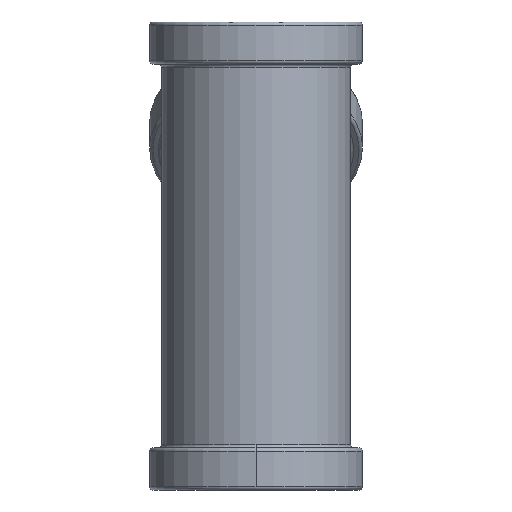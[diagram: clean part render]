
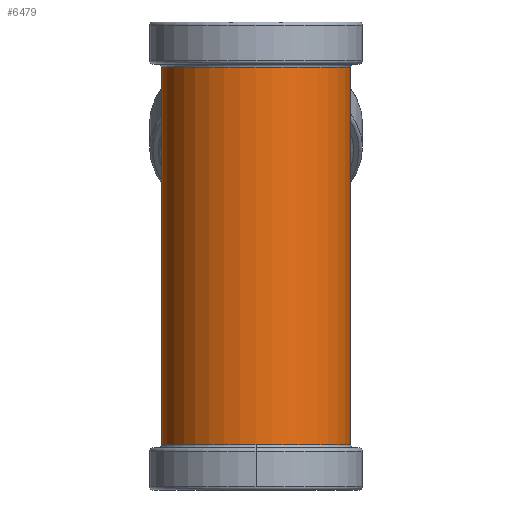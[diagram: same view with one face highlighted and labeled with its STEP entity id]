
A CAD part, front view. The second image highlights one B-rep face of the part: STEP entity #6479.
In plain terms, the highlighted cylindrical face has radius 9.144 mm (diameter 18.288 mm), a partial arc.
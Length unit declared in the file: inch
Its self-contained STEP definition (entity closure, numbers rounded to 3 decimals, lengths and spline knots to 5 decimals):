
#4882 = CARTESIAN_POINT ( 'NONE',  ( -0.36, 0., -0.3275 ) ) ;
#5494 = VERTEX_POINT ( 'NONE', #4882 ) ;
#5583 = VERTEX_POINT ( 'NONE', #5888 ) ;
#5585 = EDGE_CURVE ( 'NONE', #5494, #5583, #5887, .T. ) ;
#5662 = EDGE_CURVE ( 'NONE', #5663, #5793, #12085, .T. ) ;
#5663 = VERTEX_POINT ( 'NONE', #12066 ) ;
#5793 = VERTEX_POINT ( 'NONE', #12782 ) ;
#5883 = DIRECTION ( 'NONE',  ( 0., 1., 0. ) ) ;
#5884 = DIRECTION ( 'NONE',  ( 0., 0., 1. ) ) ;
#5885 = CARTESIAN_POINT ( 'NONE',  ( 0., 0., -0.3275 ) ) ;
#5886 = AXIS2_PLACEMENT_3D ( 'NONE', #5885, #5884, #5883 ) ;
#5887 = CIRCLE ( 'NONE', #5886, 0.36 ) ;
#5888 = CARTESIAN_POINT ( 'NONE',  ( 0., -0.36, -0.3275 ) ) ;
#6288 = VERTEX_POINT ( 'NONE', #12935 ) ;
#6372 = VERTEX_POINT ( 'NONE', #13047 ) ;
#6374 = EDGE_CURVE ( 'NONE', #5793, #6372, #13046, .T. ) ;
#6479 = ADVANCED_FACE ( 'NONE', ( #13491 ), #13490, .T. ) ;
#6480 = EDGE_LOOP ( 'NONE', ( #6481, #6482, #6483, #6484, #6485, #6486, #6513 ) ) ;
#6481 = ORIENTED_EDGE ( 'NONE', *, *, #6607, .F. ) ;
#6482 = ORIENTED_EDGE ( 'NONE', *, *, #5662, .T. ) ;
#6483 = ORIENTED_EDGE ( 'NONE', *, *, #6374, .T. ) ;
#6484 = ORIENTED_EDGE ( 'NONE', *, *, #6585, .T. ) ;
#6485 = ORIENTED_EDGE ( 'NONE', *, *, #5585, .T. ) ;
#6486 = ORIENTED_EDGE ( 'NONE', *, *, #6487, .T. ) ;
#6487 = EDGE_CURVE ( 'NONE', #5583, #6580, #13485, .T. ) ;
#6513 = ORIENTED_EDGE ( 'NONE', *, *, #6579, .F. ) ;
#6579 = EDGE_CURVE ( 'NONE', #6288, #6580, #13904, .T. ) ;
#6580 = VERTEX_POINT ( 'NONE', #13900 ) ;
#6585 = EDGE_CURVE ( 'NONE', #6372, #5494, #13891, .T. ) ;
#6607 = EDGE_CURVE ( 'NONE', #5663, #6288, #14002, .T. ) ;
#12066 = CARTESIAN_POINT ( 'NONE',  ( 0.36, 0., 1.10875 ) ) ;
#12067 = DIRECTION ( 'NONE',  ( 1., 0., 0. ) ) ;
#12068 = DIRECTION ( 'NONE',  ( 0., 0., -1. ) ) ;
#12069 = CARTESIAN_POINT ( 'NONE',  ( 0., 0., 1.10875 ) ) ;
#12070 = AXIS2_PLACEMENT_3D ( 'NONE', #12069, #12068, #12067 ) ;
#12085 = CIRCLE ( 'NONE', #12070, 0.36 ) ;
#12782 = CARTESIAN_POINT ( 'NONE',  ( -0.36, 0., 1.10875 ) ) ;
#12935 = CARTESIAN_POINT ( 'NONE',  ( 0.36, 0., 0. ) ) ;
#13046 = LINE ( 'NONE', #13075, #13074 ) ;
#13047 = CARTESIAN_POINT ( 'NONE',  ( -0.36, 0., 0. ) ) ;
#13073 = DIRECTION ( 'NONE',  ( 0., 0., -1. ) ) ;
#13074 = VECTOR ( 'NONE', #13073, 39.37008 ) ;
#13075 = CARTESIAN_POINT ( 'NONE',  ( -0.36, 0., 1.28125 ) ) ;
#13481 = DIRECTION ( 'NONE',  ( 0., 1., 0. ) ) ;
#13482 = DIRECTION ( 'NONE',  ( 0., 0., 1. ) ) ;
#13483 = CARTESIAN_POINT ( 'NONE',  ( 0., 0., -0.3275 ) ) ;
#13484 = AXIS2_PLACEMENT_3D ( 'NONE', #13483, #13482, #13481 ) ;
#13485 = CIRCLE ( 'NONE', #13484, 0.36 ) ;
#13486 = DIRECTION ( 'NONE',  ( -1., 0., 0. ) ) ;
#13487 = DIRECTION ( 'NONE',  ( 0., 0., -1. ) ) ;
#13488 = AXIS2_PLACEMENT_3D ( 'NONE', #13489, #13487, #13486 ) ;
#13489 = CARTESIAN_POINT ( 'NONE',  ( 0., 0., 1.28125 ) ) ;
#13490 = CYLINDRICAL_SURFACE ( 'NONE', #13488, 0.36 ) ;
#13491 = FACE_OUTER_BOUND ( 'NONE', #6480, .T. ) ;
#13888 = DIRECTION ( 'NONE',  ( 0., 0., -1. ) ) ;
#13889 = VECTOR ( 'NONE', #13888, 39.37008 ) ;
#13890 = CARTESIAN_POINT ( 'NONE',  ( -0.36, 0., 1.28125 ) ) ;
#13891 = LINE ( 'NONE', #13890, #13889 ) ;
#13900 = CARTESIAN_POINT ( 'NONE',  ( 0.36, 0., -0.3275 ) ) ;
#13901 = DIRECTION ( 'NONE',  ( 0., 0., -1. ) ) ;
#13902 = VECTOR ( 'NONE', #13901, 39.37008 ) ;
#13903 = CARTESIAN_POINT ( 'NONE',  ( 0.36, 0., 1.28125 ) ) ;
#13904 = LINE ( 'NONE', #13903, #13902 ) ;
#13999 = DIRECTION ( 'NONE',  ( 0., 0., -1. ) ) ;
#14000 = VECTOR ( 'NONE', #13999, 39.37008 ) ;
#14001 = CARTESIAN_POINT ( 'NONE',  ( 0.36, 0., 1.28125 ) ) ;
#14002 = LINE ( 'NONE', #14001, #14000 ) ;
